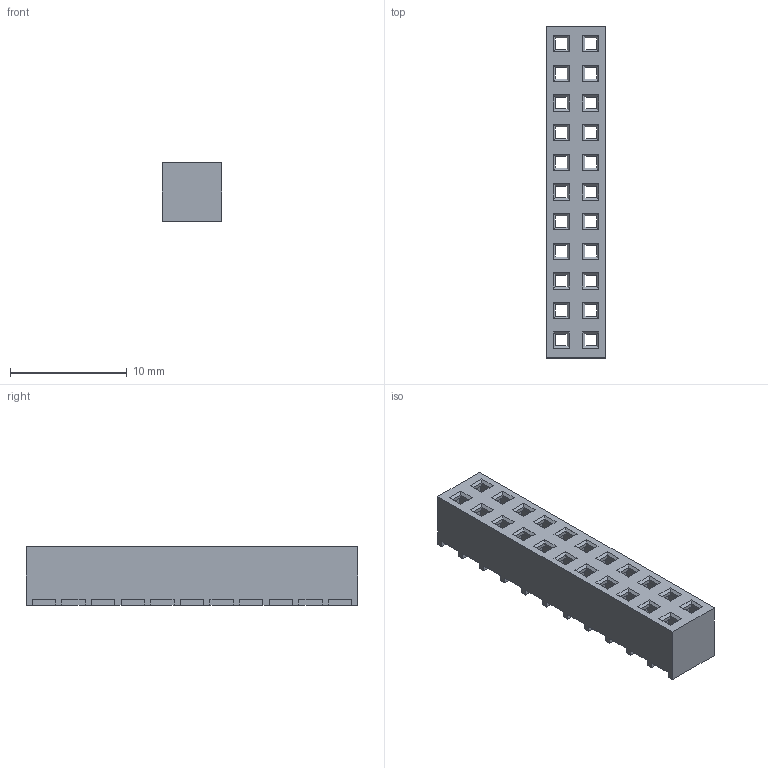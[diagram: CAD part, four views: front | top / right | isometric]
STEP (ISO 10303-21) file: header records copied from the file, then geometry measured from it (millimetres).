
FILE_DESCRIPTION(/* description */ ('model of Connector_Wuerth_WR-PHD_Large_2x11_P2.54_Vertical_613022216921'),/* implementation_level */ '2;1');
FILE_NAME(/* name */ 'Connector_Wuerth_WR-PHD_Large_2x11_P2.54_Vertical_613022216921.step',/* time_stamp */ '2020-10-06T23:17:56',/* author */ ('Joel',''),/* organization */ (''),/* preprocessor_version */ '',/* originating_system */ '',/* authorisation */ '');
FILE_SCHEMA(('AUTOMOTIVE_DESIGN { 1 0 10303 214 1 1 1 1 }'));
Length unit declared in the file: millimetre
Products named in the file (1): Shape0_5170114039750042
Bounding box: 5.08 x 28.44 x 5 mm (x, y, z)
Volume: 382.2 mm3; surface area: 1294.5 mm2
Topology: 1 solids, 1 shells, 424 faces, 1112 edges, 712 vertices
Faces by surface type: plane 424
Entity records: 27085 total; most frequent: CARTESIAN_POINT 4605, DIRECTION 4054, LINE 3204, VECTOR 3204, ORIENTED_EDGE 2224, PCURVE 2224, DEFINITIONAL_REPRESENTATION 2224, EDGE_CURVE 1112
